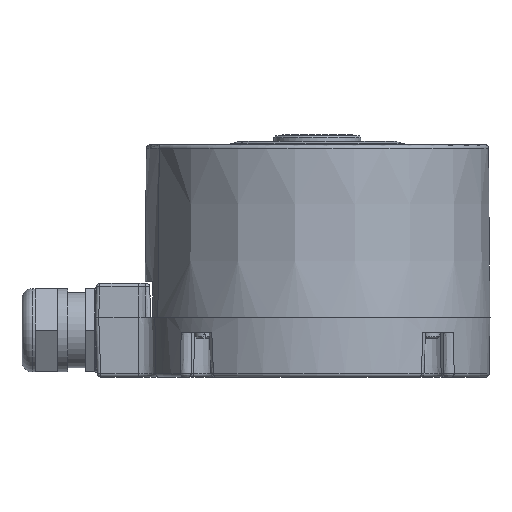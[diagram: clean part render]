
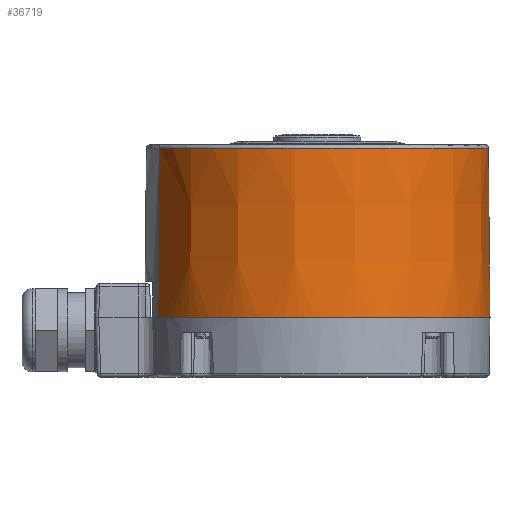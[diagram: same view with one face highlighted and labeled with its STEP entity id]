
A CAD part, left-side view. The second image highlights one B-rep face of the part: STEP entity #36719.
In plain terms, the highlighted conical face has half-angle 0.5 degrees and reference radius 49.531 mm.
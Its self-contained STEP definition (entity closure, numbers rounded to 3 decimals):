
#418=DIRECTION('',(0.003,-0.008,-1.));
#419=VECTOR('',#418,48.811);
#420=CARTESIAN_POINT('',(18.873,-45.564,11.409));
#421=LINE('',#420,#419);
#451=DIRECTION('',(-0.003,0.008,-1.));
#452=VECTOR('',#451,48.811);
#453=CARTESIAN_POINT('',(-18.873,45.564,11.409));
#454=LINE('',#453,#452);
#15050=CARTESIAN_POINT('',(0.,0.,-37.4));
#15051=DIRECTION('',(0.,0.,-1.));
#15052=DIRECTION('',(0.383,-0.924,0.));
#15053=AXIS2_PLACEMENT_3D('',#15050,#15051,#15052);
#15055=CARTESIAN_POINT('',(0.,0.,11.409));
#15056=DIRECTION('',(0.,0.,1.));
#15057=DIRECTION('',(-0.383,0.924,0.));
#15058=AXIS2_PLACEMENT_3D('',#15055,#15056,#15057);
#17743=CARTESIAN_POINT('',(-18.873,45.564,
11.409));
#17744=CARTESIAN_POINT('',(18.873,-45.564,
11.409));
#17745=VERTEX_POINT('',#17743);
#17746=VERTEX_POINT('',#17744);
#19148=CARTESIAN_POINT('',(19.036,-45.957,
-37.4));
#19149=CARTESIAN_POINT('',(-19.036,45.957,
-37.4));
#19150=VERTEX_POINT('',#19148);
#19151=VERTEX_POINT('',#19149);
#36708=CARTESIAN_POINT('',(0.,0.,-12.996));
#36709=DIRECTION('',(0.,0.,-1.));
#36710=DIRECTION('',(0.383,-0.924,0.));
#36711=AXIS2_PLACEMENT_3D('',#36708,#36709,#36710);
#36712=CONICAL_SURFACE('',#36711,49.531,0.5);
#36713=ORIENTED_EDGE('',*,*,#20858,.T.);
#36714=ORIENTED_EDGE('',*,*,#20834,.F.);
#36715=ORIENTED_EDGE('',*,*,#20800,.T.);
#36716=ORIENTED_EDGE('',*,*,#20825,.T.);
#36717=EDGE_LOOP('',(#36713,#36714,#36715,#36716));
#36718=FACE_OUTER_BOUND('',#36717,.F.);
#15054=CIRCLE('',#15053,49.744);
#15059=CIRCLE('',#15058,49.318);
#20800=EDGE_CURVE('',#17745,#17746,#15059,.T.);
#20825=EDGE_CURVE('',#17746,#19150,#421,.T.);
#20834=EDGE_CURVE('',#17745,#19151,#454,.T.);
#20858=EDGE_CURVE('',#19150,#19151,#15054,.T.);
#36719=ADVANCED_FACE('',(#36718),#36712,.T.);
